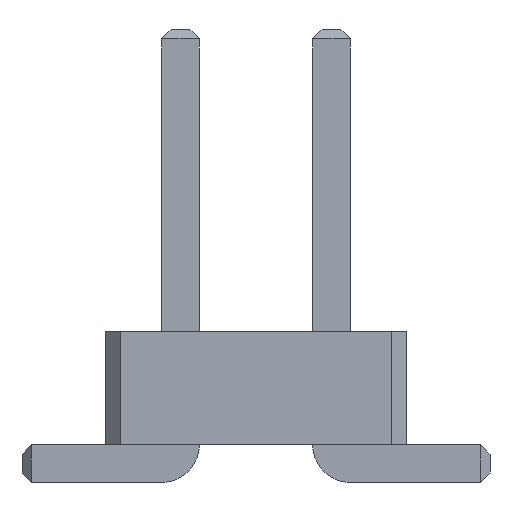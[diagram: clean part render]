
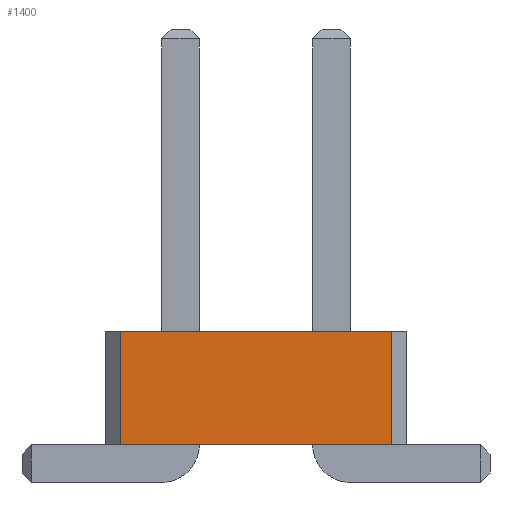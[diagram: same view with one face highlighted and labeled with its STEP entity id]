
A CAD part, front view. The second image highlights one B-rep face of the part: STEP entity #1400.
In plain terms, the highlighted planar face has unit normal (0, -1, 0).
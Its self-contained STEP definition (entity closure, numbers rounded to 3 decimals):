
#13=DIRECTION('',(0.,0.,1.));
#27=VECTOR('',#13,1.);
#67=DIRECTION('',(1.,0.,0.));
#1387=VERTEX_POINT('',#1388);
#1388=CARTESIAN_POINT('',(-1.8,-24.,2.));
#1391=EDGE_CURVE('',#1392,#1387,#1394,.T.);
#1392=VERTEX_POINT('',#1393);
#1393=CARTESIAN_POINT('',(-1.8,-24.,0.5));
#1394=LINE('',#1393,#27);
#1400=ADVANCED_FACE('',(#1401),#1418,.F.);
#1401=FACE_BOUND('',#1402,.F.);
#1402=EDGE_LOOP('',(#1403,#1404,#1410,#1415));
#1403=ORIENTED_EDGE('',*,*,#1391,.T.);
#1404=ORIENTED_EDGE('',*,*,#1405,.T.);
#1405=EDGE_CURVE('',#1387,#1406,#1408,.T.);
#1406=VERTEX_POINT('',#1407);
#1407=CARTESIAN_POINT('',(1.8,-24.,2.));
#1408=LINE('',#1388,#1409);
#1409=VECTOR('',#67,1.);
#1410=ORIENTED_EDGE('',*,*,#1411,.F.);
#1411=EDGE_CURVE('',#1412,#1406,#1414,.T.);
#1412=VERTEX_POINT('',#1413);
#1413=CARTESIAN_POINT('',(1.8,-24.,0.5));
#1414=LINE('',#1413,#27);
#1415=ORIENTED_EDGE('',*,*,#1416,.F.);
#1416=EDGE_CURVE('',#1392,#1412,#1417,.T.);
#1417=LINE('',#1393,#1409);
#1418=PLANE('',#1419);
#1419=AXIS2_PLACEMENT_3D('',#1393,#1420,#67);
#1420=DIRECTION('',(0.,1.,0.));
